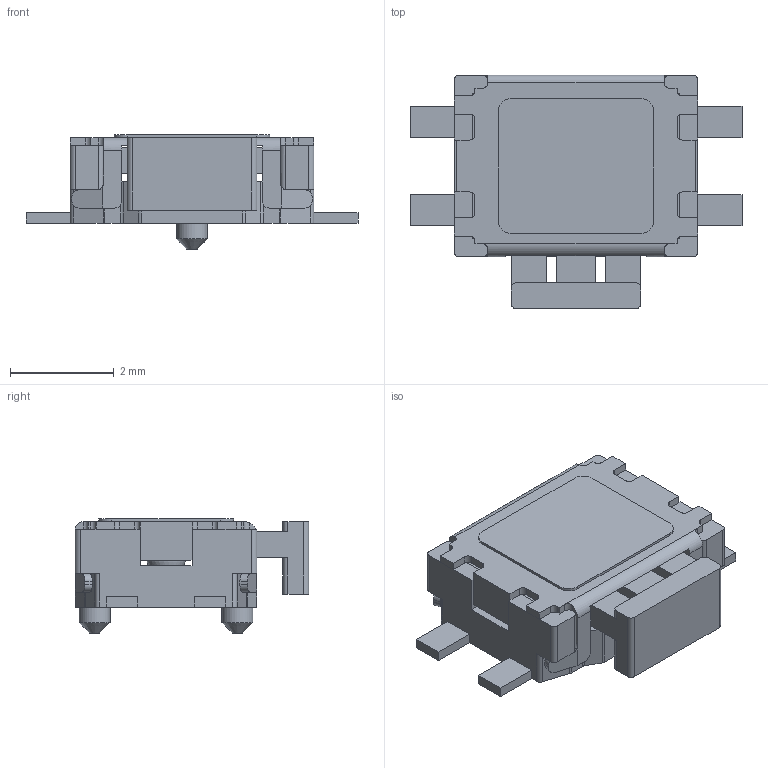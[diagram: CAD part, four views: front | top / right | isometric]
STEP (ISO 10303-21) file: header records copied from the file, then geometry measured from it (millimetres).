
FILE_DESCRIPTION((''),'2;1');
FILE_NAME('TL1014BFxxxQGBLKACT.stp','2018-03-09T15:04:33',('mroman'),(''),'Autodesk Inventor 2012','Autodesk Inventor 2012','');
FILE_SCHEMA(('CONFIG_CONTROL_DESIGN'));
Length unit declared in the file: inch
Products named in the file (1): TL1014BFxxxQGBLKACT
Bounding box: 6.4 x 4.5 x 2.2 mm (x, y, z)
Volume: 24.2 mm3; surface area: 143.6 mm2
Topology: 1 solids, 1 shells, 291 faces, 894 edges, 579 vertices
Faces by surface type: plane 195, cylinder 93, cone 2, sphere 1
Full cylindrical faces by diameter (mm): 0.6 x2
Entity records: 10032 total; most frequent: CARTESIAN_POINT 1843, ORIENTED_EDGE 1776, DIRECTION 1667, EDGE_CURVE 888, VECTOR 667, LINE 667, VERTEX_POINT 578, AXIS2_PLACEMENT_3D 500
